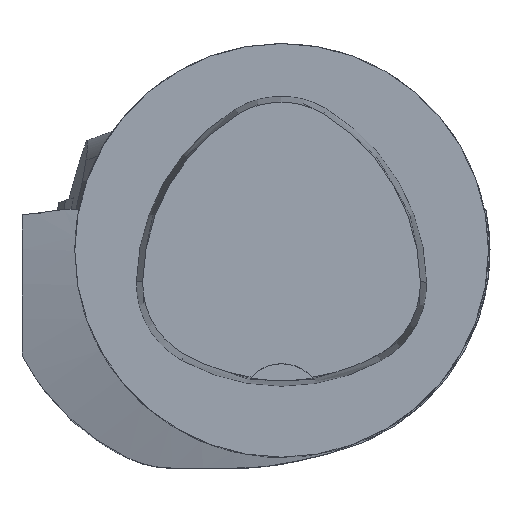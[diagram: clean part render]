
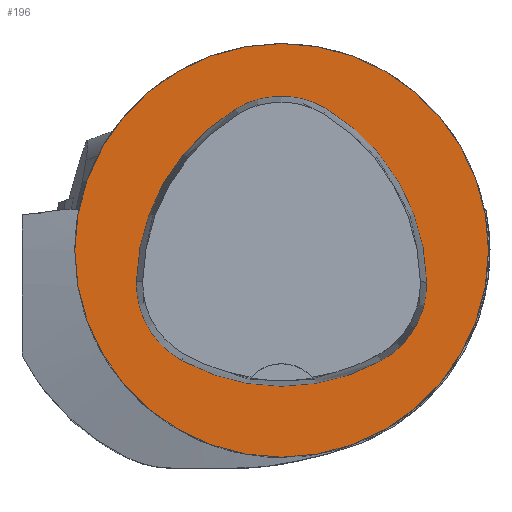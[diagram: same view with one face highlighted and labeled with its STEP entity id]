
A CAD part, top view. The second image highlights one B-rep face of the part: STEP entity #196.
In plain terms, the highlighted planar face has unit normal (0, 0, 1).
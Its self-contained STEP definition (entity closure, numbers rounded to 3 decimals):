
#88=FACE_BOUND('',#437,.T.);
#89=FACE_BOUND('',#438,.T.);
#196=ADVANCED_FACE('',(#88,#89),#273,.T.);
#273=PLANE('',#1879);
#437=EDGE_LOOP('',(#718,#719,#720,#721,#722,#723));
#438=EDGE_LOOP('',(#724));
#514=CIRCLE('',#1846,20.);
#515=CIRCLE('',#1857,20.);
#517=CIRCLE('',#1860,8.5);
#519=CIRCLE('',#1863,20.);
#521=CIRCLE('',#1866,8.5);
#525=CIRCLE('',#1871,20.);
#527=CIRCLE('',#1874,8.5);
#718=ORIENTED_EDGE('',*,*,#1308,.T.);
#719=ORIENTED_EDGE('',*,*,#1288,.T.);
#720=ORIENTED_EDGE('',*,*,#1292,.T.);
#721=ORIENTED_EDGE('',*,*,#1295,.T.);
#722=ORIENTED_EDGE('',*,*,#1298,.T.);
#723=ORIENTED_EDGE('',*,*,#1306,.T.);
#724=ORIENTED_EDGE('',*,*,#1270,.F.);
#1092=VERTEX_POINT('',#2774);
#1109=VERTEX_POINT('',#2810);
#1110=VERTEX_POINT('',#2811);
#1113=VERTEX_POINT('',#2819);
#1115=VERTEX_POINT('',#2825);
#1117=VERTEX_POINT('',#2831);
#1124=VERTEX_POINT('',#2852);
#1270=EDGE_CURVE('',#1092,#1092,#514,.T.);
#1288=EDGE_CURVE('',#1109,#1110,#515,.T.);
#1292=EDGE_CURVE('',#1110,#1113,#517,.T.);
#1295=EDGE_CURVE('',#1113,#1115,#519,.T.);
#1298=EDGE_CURVE('',#1115,#1117,#521,.T.);
#1306=EDGE_CURVE('',#1117,#1124,#525,.T.);
#1308=EDGE_CURVE('',#1124,#1109,#527,.T.);
#1846=AXIS2_PLACEMENT_3D('',#2773,#2111,#2112);
#1857=AXIS2_PLACEMENT_3D('',#2809,#2141,#2142);
#1860=AXIS2_PLACEMENT_3D('',#2818,#2149,#2150);
#1863=AXIS2_PLACEMENT_3D('',#2824,#2156,#2157);
#1866=AXIS2_PLACEMENT_3D('',#2830,#2163,#2164);
#1871=AXIS2_PLACEMENT_3D('',#2853,#2175,#2176);
#1874=AXIS2_PLACEMENT_3D('',#2856,#2181,#2182);
#1879=AXIS2_PLACEMENT_3D('',#2861,#2191,#2192);
#2111=DIRECTION('',(0.,0.,-1.));
#2112=DIRECTION('',(-1.,0.,0.));
#2141=DIRECTION('',(0.,0.,-1.));
#2142=DIRECTION('',(-1.,0.,0.));
#2149=DIRECTION('',(0.,0.,-1.));
#2150=DIRECTION('',(-1.,0.,0.));
#2156=DIRECTION('',(0.,0.,-1.));
#2157=DIRECTION('',(-1.,0.,0.));
#2163=DIRECTION('',(0.,0.,-1.));
#2164=DIRECTION('',(-1.,0.,0.));
#2175=DIRECTION('',(0.,0.,-1.));
#2176=DIRECTION('',(-1.,0.,0.));
#2181=DIRECTION('',(0.,0.,-1.));
#2182=DIRECTION('',(-1.,0.,0.));
#2191=DIRECTION('',(0.,0.,1.));
#2192=DIRECTION('',(1.,0.,0.));
#2773=CARTESIAN_POINT('',(0.,0.,0.));
#2774=CARTESIAN_POINT('',(-20.,0.,0.));
#2809=CARTESIAN_POINT('',(5.955,-3.414,0.));
#2810=CARTESIAN_POINT('',(-14.041,-3.042,0.));
#2811=CARTESIAN_POINT('',(-4.472,13.653,0.));
#2818=CARTESIAN_POINT('',(-0.04,6.4,0.));
#2819=CARTESIAN_POINT('',(4.347,13.68,0.));
#2824=CARTESIAN_POINT('',(-5.976,-3.45,0.));
#2825=CARTESIAN_POINT('',(14.021,-3.075,0.));
#2830=CARTESIAN_POINT('',(5.522,-3.235,0.));
#2831=CARTESIAN_POINT('',(9.588,-10.699,0.));
#2852=CARTESIAN_POINT('',(-9.655,-10.639,0.));
#2853=CARTESIAN_POINT('',(0.022,6.864,0.));
#2856=CARTESIAN_POINT('',(-5.543,-3.2,0.));
#2861=CARTESIAN_POINT('',(0.,0.,0.));
